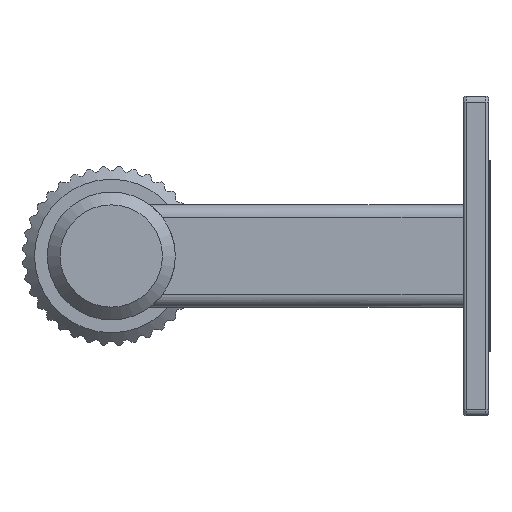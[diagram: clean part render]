
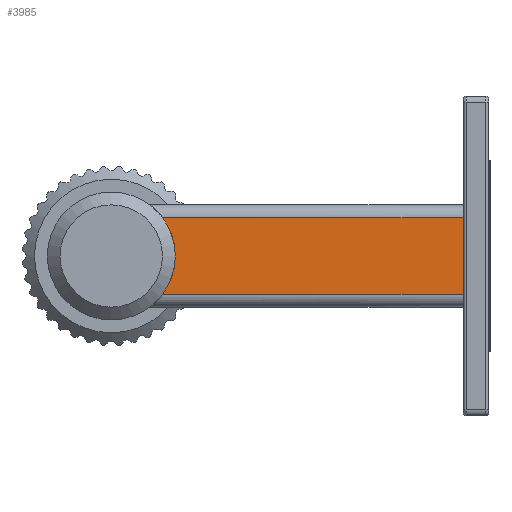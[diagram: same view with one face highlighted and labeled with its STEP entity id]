
A CAD part, left-side view. The second image highlights one B-rep face of the part: STEP entity #3985.
In plain terms, the highlighted face is planar.
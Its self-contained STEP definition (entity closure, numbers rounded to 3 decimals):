
#90=PLANE('',#4422);
#680=FACE_OUTER_BOUND('',#906,.T.);
#906=EDGE_LOOP('',(#3541,#3542,#3543,#3544));
#1130=LINE('',#9404,#1361);
#1133=LINE('',#9454,#1364);
#1134=LINE('',#9455,#1365);
#1361=VECTOR('',#5208,10.);
#1364=VECTOR('',#5219,10.);
#1365=VECTOR('',#5220,10.);
#1521=CIRCLE('',#4420,5.);
#1893=VERTEX_POINT('',#9386);
#1896=VERTEX_POINT('',#9402);
#1897=VERTEX_POINT('',#9406);
#1903=VERTEX_POINT('',#9453);
#2454=EDGE_CURVE('',#1896,#1893,#1130,.T.);
#2455=EDGE_CURVE('',#1893,#1897,#1521,.T.);
#2462=EDGE_CURVE('',#1903,#1896,#1133,.T.);
#2463=EDGE_CURVE('',#1897,#1903,#1134,.T.);
#3541=ORIENTED_EDGE('',*,*,#2454,.F.);
#3542=ORIENTED_EDGE('',*,*,#2462,.F.);
#3543=ORIENTED_EDGE('',*,*,#2463,.F.);
#3544=ORIENTED_EDGE('',*,*,#2455,.F.);
#3985=ADVANCED_FACE('',(#680),#90,.F.);
#4420=AXIS2_PLACEMENT_3D('',#9407,#5211,#5212);
#4422=AXIS2_PLACEMENT_3D('',#9452,#5217,#5218);
#5208=DIRECTION('',(1.,0.,0.));
#5211=DIRECTION('center_axis',(0.,0.,-1.));
#5212=DIRECTION('ref_axis',(0.6,-0.8,0.));
#5217=DIRECTION('center_axis',(0.,0.,1.));
#5218=DIRECTION('ref_axis',(1.,0.,0.));
#5219=DIRECTION('',(0.,-1.,0.));
#5220=DIRECTION('',(-1.,0.,0.));
#9386=CARTESIAN_POINT('',(-41.501,1.,0.));
#9402=CARTESIAN_POINT('',(-65.001,1.,0.));
#9404=CARTESIAN_POINT('',(-46.626,1.,0.));
#9406=CARTESIAN_POINT('',(-41.501,7.,0.));
#9407=CARTESIAN_POINT('Origin',(-37.501,4.,0.));
#9452=CARTESIAN_POINT('Origin',(-52.751,4.,0.));
#9453=CARTESIAN_POINT('',(-65.001,7.,0.));
#9454=CARTESIAN_POINT('',(-65.001,8.,0.));
#9455=CARTESIAN_POINT('',(-58.876,7.,0.));
